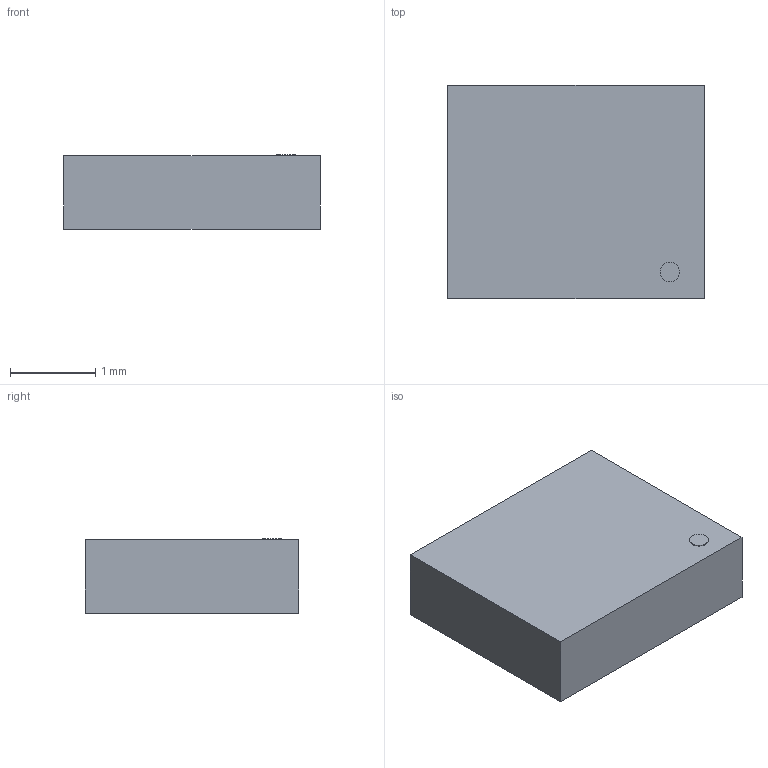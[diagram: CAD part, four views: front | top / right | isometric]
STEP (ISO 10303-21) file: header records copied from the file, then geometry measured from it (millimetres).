
FILE_DESCRIPTION(/* description */ (''),/* implementation_level */ '2;1');
FILE_NAME(/* name */ 'LSM6DS3TR-C.step',/* time_stamp */ '2023-01-11T13:59:14+01:00',/* author */ (''),/* organization */ (''),/* preprocessor_version */ 'ST-DEVELOPER v19.2',/* originating_system */ 'Autodesk Translation Framework v11.17.0.187',/* authorisation */ '');
FILE_SCHEMA (('AUTOMOTIVE_DESIGN { 1 0 10303 214 3 1 1 }'));
Length unit declared in the file: millimetre
Products named in the file (3): LSM6DS3TR-C; LSM6DS3TR-C_1; paint
Assembly tree (2 placements, depth 2):
  LSM6DS3TR-C
    LSM6DS3TR-C_1
    paint
Bounding box: 3 x 2.5 x 0.87 mm (x, y, z)
Volume: 6.5 mm3; surface area: 24.5 mm2
Topology: 2 solids, 2 shells, 9 faces, 15 edges, 10 vertices
Faces by surface type: plane 8, cylinder 1
Full cylindrical faces by diameter (mm): 0.227 x1
Entity records: 319 total; most frequent: DIRECTION 47, CARTESIAN_POINT 40, ORIENTED_EDGE 30, AXIS2_PLACEMENT_3D 17, EDGE_CURVE 15, LINE 13, VECTOR 13, VERTEX_POINT 10
